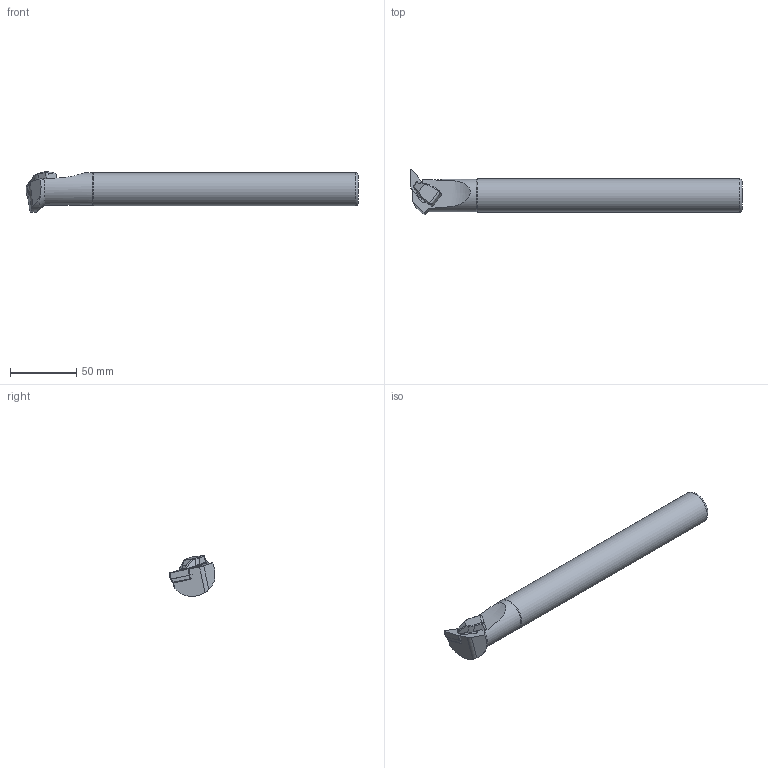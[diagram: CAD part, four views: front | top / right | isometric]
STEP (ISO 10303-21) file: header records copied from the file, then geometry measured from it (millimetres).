
FILE_DESCRIPTION(/* description */ (''),/* implementation_level */ '2;1');
FILE_NAME(/* name */ 'S25S-TVUNL-16.stp',/* time_stamp */ '2023-10-09T18:04:50+03:00',/* author */ (''),/* organization */ (''),/* preprocessor_version */ 'ST-DEVELOPER v19.4',/* originating_system */ 'SIEMENS PLM Software NX2306.3001',/* authorisation */ '');
FILE_SCHEMA (('AUTOMOTIVE_DESIGN { 1 0 10303 214 3 1 1 1 }'));
Length unit declared in the file: millimetre
Products named in the file (1): S25S-TVUNR-16
Bounding box: 250 x 34.61 x 30.73 mm (x, y, z)
Volume: 119177.6 mm3; surface area: 21740.7 mm2
Topology: 2 solids, 2 shells, 104 faces, 259 edges, 154 vertices
Faces by surface type: cylinder 44, plane 37, bspline 14, cone 4, torus 3, sphere 2
Full cylindrical faces by diameter (mm): 3.4 x1, 6 x1, 24.5 x1, 25 x1
Entity records: 3715 total; most frequent: CARTESIAN_POINT 1244, DIRECTION 495, ORIENTED_EDGE 490, EDGE_CURVE 245, AXIS2_PLACEMENT_3D 187, VERTEX_POINT 153, LINE 121, VECTOR 121
